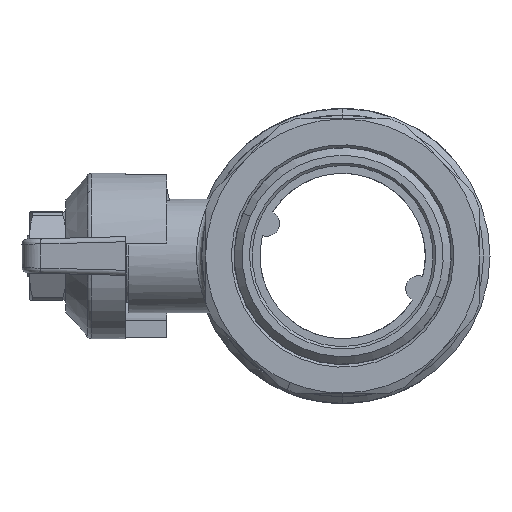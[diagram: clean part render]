
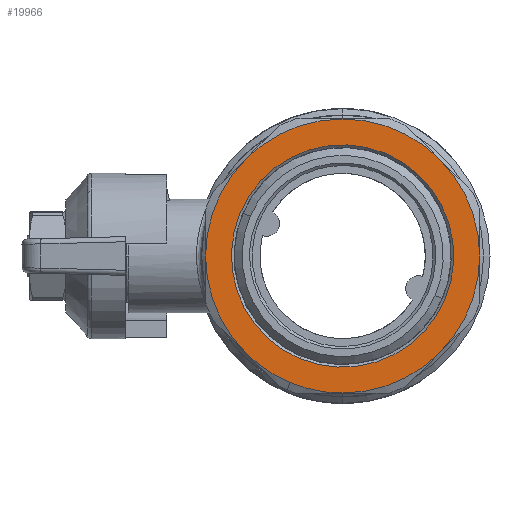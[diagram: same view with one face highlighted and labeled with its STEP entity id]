
A CAD part, left-side view. The second image highlights one B-rep face of the part: STEP entity #19966.
In plain terms, the highlighted planar face has unit normal (-1, 0, 0).
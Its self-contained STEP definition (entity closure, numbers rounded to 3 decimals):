
#226 = DIRECTION ( 'NONE',  ( 0., 0., 1. ) ) ;
#998 = CARTESIAN_POINT ( 'NONE',  ( 0., 0., 0. ) ) ;
#1512 = CIRCLE ( 'NONE', #22258, 26.5 ) ;
#2705 = VERTEX_POINT ( 'NONE', #14500 ) ;
#4155 = VERTEX_POINT ( 'NONE', #52680 ) ;
#5383 = ORIENTED_EDGE ( 'NONE', *, *, #38709, .T. ) ;
#6096 = DIRECTION ( 'NONE',  ( 0., 0., 1. ) ) ;
#7157 = AXIS2_PLACEMENT_3D ( 'NONE', #52967, #52764, #52682 ) ;
#7571 = EDGE_CURVE ( 'NONE', #2705, #46422, #12453, .T. ) ;
#8228 = AXIS2_PLACEMENT_3D ( 'NONE', #20702, #55575, #25681 ) ;
#9300 = FACE_OUTER_BOUND ( 'NONE', #19943, .T. ) ;
#9877 = CIRCLE ( 'NONE', #39793, 26.5 ) ;
#11608 = AXIS2_PLACEMENT_3D ( 'NONE', #60122, #30290, #226 ) ;
#12092 = AXIS2_PLACEMENT_3D ( 'NONE', #998, #36105, #6096 ) ;
#12453 = CIRCLE ( 'NONE', #61660, 26.5 ) ;
#13229 = EDGE_CURVE ( 'NONE', #46422, #4155, #57498, .T. ) ;
#14500 = CARTESIAN_POINT ( 'NONE',  ( 0., 24.483, 10.141 ) ) ;
#15212 = VERTEX_POINT ( 'NONE', #39023 ) ;
#15241 = VERTEX_POINT ( 'NONE', #34911 ) ;
#15892 = EDGE_CURVE ( 'NONE', #39054, #48739, #63524, .T. ) ;
#15993 = DIRECTION ( 'NONE',  ( -1., 0., 0. ) ) ;
#16042 = AXIS2_PLACEMENT_3D ( 'NONE', #22146, #57002, #27116 ) ;
#18660 = CARTESIAN_POINT ( 'NONE',  ( 0., 0., 0. ) ) ;
#19943 = EDGE_LOOP ( 'NONE', ( #33126, #29763, #20918, #41333, #48736, #5383, #38949, #39683, #50898 ) ) ;
#19966 = ADVANCED_FACE ( 'NONE', ( #25694, #9300 ), #56889, .F. ) ;
#20074 = CARTESIAN_POINT ( 'NONE',  ( 0., 0., 0. ) ) ;
#20702 = CARTESIAN_POINT ( 'NONE',  ( 0., 0., 0. ) ) ;
#20918 = ORIENTED_EDGE ( 'NONE', *, *, #13229, .T. ) ;
#21932 = DIRECTION ( 'NONE',  ( -1., 0., 0. ) ) ;
#22146 = CARTESIAN_POINT ( 'NONE',  ( 0., 0., 0. ) ) ;
#22258 = AXIS2_PLACEMENT_3D ( 'NONE', #20074, #54975, #25062 ) ;
#22739 = CARTESIAN_POINT ( 'NONE',  ( 0., 0., 21.5 ) ) ;
#23693 = DIRECTION ( 'NONE',  ( 0., 0., 1. ) ) ;
#24257 = CIRCLE ( 'NONE', #12092, 26.5 ) ;
#24304 = DIRECTION ( 'NONE',  ( 0., 0., 1. ) ) ;
#24442 = DIRECTION ( 'NONE',  ( -1., 0., 0. ) ) ;
#24528 = CARTESIAN_POINT ( 'NONE',  ( 0., 0., 0. ) ) ;
#25062 = DIRECTION ( 'NONE',  ( 0., 0., 1. ) ) ;
#25095 = VERTEX_POINT ( 'NONE', #27378 ) ;
#25201 = EDGE_CURVE ( 'NONE', #53191, #54113, #9877, .T. ) ;
#25681 = DIRECTION ( 'NONE',  ( 0., 0., 1. ) ) ;
#25694 = FACE_BOUND ( 'NONE', #53509, .T. ) ;
#26789 = EDGE_CURVE ( 'NONE', #15241, #2705, #58149, .T. ) ;
#27116 = DIRECTION ( 'NONE',  ( 0., 0., 1. ) ) ;
#27370 = CIRCLE ( 'NONE', #34417, 26.5 ) ;
#27378 = CARTESIAN_POINT ( 'NONE',  ( 0., -10.141, -24.483 ) ) ;
#29763 = ORIENTED_EDGE ( 'NONE', *, *, #7571, .T. ) ;
#29861 = VERTEX_POINT ( 'NONE', #50913 ) ;
#30290 = DIRECTION ( 'NONE',  ( -1., 0., 0. ) ) ;
#32894 = CIRCLE ( 'NONE', #8228, 21.5 ) ;
#32965 = DIRECTION ( 'NONE',  ( 0., 0., -1. ) ) ;
#33126 = ORIENTED_EDGE ( 'NONE', *, *, #26789, .T. ) ;
#34417 = AXIS2_PLACEMENT_3D ( 'NONE', #51859, #21932, #56794 ) ;
#34911 = CARTESIAN_POINT ( 'NONE',  ( 0., 10.141, 24.483 ) ) ;
#35204 = EDGE_CURVE ( 'NONE', #29861, #53191, #60886, .T. ) ;
#35294 = EDGE_CURVE ( 'NONE', #48739, #39054, #32894, .T. ) ;
#35903 = CARTESIAN_POINT ( 'NONE',  ( 0., 24.483, -10.141 ) ) ;
#36105 = DIRECTION ( 'NONE',  ( -1., 0., 0. ) ) ;
#37222 = CARTESIAN_POINT ( 'NONE',  ( 0., -24.483, 10.141 ) ) ;
#38709 = EDGE_CURVE ( 'NONE', #25095, #29861, #24257, .T. ) ;
#38949 = ORIENTED_EDGE ( 'NONE', *, *, #35204, .T. ) ;
#39023 = CARTESIAN_POINT ( 'NONE',  ( 0., 0., -26.5 ) ) ;
#39054 = VERTEX_POINT ( 'NONE', #22739 ) ;
#39683 = ORIENTED_EDGE ( 'NONE', *, *, #25201, .T. ) ;
#39793 = AXIS2_PLACEMENT_3D ( 'NONE', #18660, #53594, #23693 ) ;
#40734 = AXIS2_PLACEMENT_3D ( 'NONE', #45873, #15993, #50901 ) ;
#41333 = ORIENTED_EDGE ( 'NONE', *, *, #61791, .T. ) ;
#43363 = CIRCLE ( 'NONE', #40734, 26.5 ) ;
#43397 = CARTESIAN_POINT ( 'NONE',  ( 0., 0., -21.5 ) ) ;
#43548 = AXIS2_PLACEMENT_3D ( 'NONE', #24528, #24442, #24304 ) ;
#45873 = CARTESIAN_POINT ( 'NONE',  ( 0., 0., 0. ) ) ;
#46319 = ORIENTED_EDGE ( 'NONE', *, *, #35294, .F. ) ;
#46422 = VERTEX_POINT ( 'NONE', #35903 ) ;
#48736 = ORIENTED_EDGE ( 'NONE', *, *, #62267, .T. ) ;
#48739 = VERTEX_POINT ( 'NONE', #43397 ) ;
#50898 = ORIENTED_EDGE ( 'NONE', *, *, #50940, .T. ) ;
#50901 = DIRECTION ( 'NONE',  ( 0., 0., 1. ) ) ;
#50913 = CARTESIAN_POINT ( 'NONE',  ( 0., -24.483, -10.141 ) ) ;
#50940 = EDGE_CURVE ( 'NONE', #54113, #15241, #43363, .T. ) ;
#51859 = CARTESIAN_POINT ( 'NONE',  ( 0., 0., 0. ) ) ;
#51955 = CARTESIAN_POINT ( 'NONE',  ( 0., 21.5, 0. ) ) ;
#52638 = ORIENTED_EDGE ( 'NONE', *, *, #15892, .F. ) ;
#52680 = CARTESIAN_POINT ( 'NONE',  ( 0., 10.141, -24.483 ) ) ;
#52682 = DIRECTION ( 'NONE',  ( 0., 0., 1. ) ) ;
#52764 = DIRECTION ( 'NONE',  ( -1., 0., 0. ) ) ;
#52967 = CARTESIAN_POINT ( 'NONE',  ( 0., 0., 0. ) ) ;
#53191 = VERTEX_POINT ( 'NONE', #37222 ) ;
#53509 = EDGE_LOOP ( 'NONE', ( #52638, #46319 ) ) ;
#53594 = DIRECTION ( 'NONE',  ( -1., 0., 0. ) ) ;
#54113 = VERTEX_POINT ( 'NONE', #62794 ) ;
#54975 = DIRECTION ( 'NONE',  ( -1., 0., 0. ) ) ;
#55575 = DIRECTION ( 'NONE',  ( -1., 0., 0. ) ) ;
#55683 = DIRECTION ( 'NONE',  ( 0., 0., 1. ) ) ;
#56603 = AXIS2_PLACEMENT_3D ( 'NONE', #51955, #61811, #32965 ) ;
#56794 = DIRECTION ( 'NONE',  ( 0., 0., 1. ) ) ;
#56889 = PLANE ( 'NONE',  #56603 ) ;
#57002 = DIRECTION ( 'NONE',  ( -1., 0., 0. ) ) ;
#57498 = CIRCLE ( 'NONE', #43548, 26.5 ) ;
#58149 = CIRCLE ( 'NONE', #16042, 26.5 ) ;
#59296 = DIRECTION ( 'NONE',  ( -1., 0., 0. ) ) ;
#59373 = CARTESIAN_POINT ( 'NONE',  ( 0., 0., 0. ) ) ;
#60122 = CARTESIAN_POINT ( 'NONE',  ( 0., 0., 0. ) ) ;
#60886 = CIRCLE ( 'NONE', #11608, 26.5 ) ;
#61660 = AXIS2_PLACEMENT_3D ( 'NONE', #59373, #59296, #55683 ) ;
#61791 = EDGE_CURVE ( 'NONE', #4155, #15212, #1512, .T. ) ;
#61811 = DIRECTION ( 'NONE',  ( 1., 0., 0. ) ) ;
#62267 = EDGE_CURVE ( 'NONE', #15212, #25095, #27370, .T. ) ;
#62794 = CARTESIAN_POINT ( 'NONE',  ( 0., -10.141, 24.483 ) ) ;
#63524 = CIRCLE ( 'NONE', #7157, 21.5 ) ;
